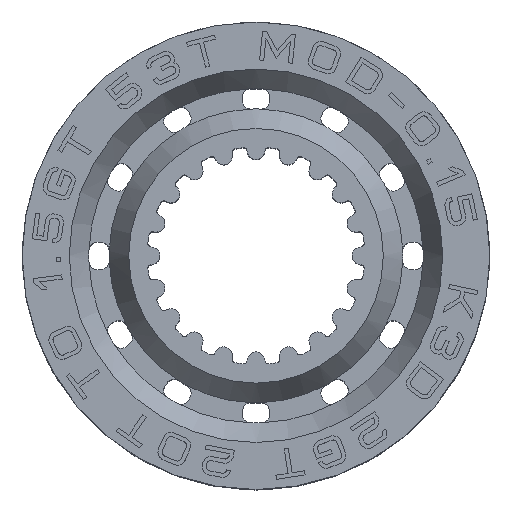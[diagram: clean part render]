
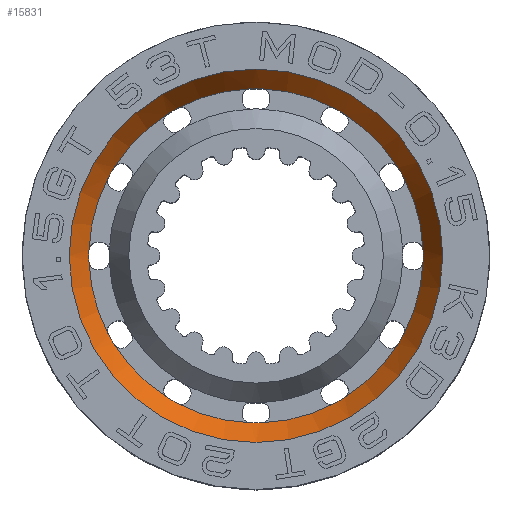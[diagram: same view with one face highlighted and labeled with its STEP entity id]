
A CAD part, top view. The second image highlights one B-rep face of the part: STEP entity #15831.
In plain terms, the highlighted conical face has half-angle 30 degrees and reference radius 11 mm.
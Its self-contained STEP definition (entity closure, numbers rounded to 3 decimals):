
#531=CONICAL_SURFACE('',#17950,11.,0.524);
#6292=ORIENTED_EDGE('',*,*,#9655,.T.);
#6293=ORIENTED_EDGE('',*,*,#7889,.T.);
#6294=ORIENTED_EDGE('',*,*,#8348,.T.);
#6295=ORIENTED_EDGE('',*,*,#7990,.T.);
#6296=ORIENTED_EDGE('',*,*,#8310,.T.);
#6297=ORIENTED_EDGE('',*,*,#7979,.T.);
#6298=ORIENTED_EDGE('',*,*,#8314,.T.);
#6299=ORIENTED_EDGE('',*,*,#7969,.T.);
#6300=ORIENTED_EDGE('',*,*,#8318,.T.);
#6301=ORIENTED_EDGE('',*,*,#7958,.T.);
#6302=ORIENTED_EDGE('',*,*,#8322,.T.);
#6303=ORIENTED_EDGE('',*,*,#7951,.T.);
#6304=ORIENTED_EDGE('',*,*,#8326,.T.);
#6305=ORIENTED_EDGE('',*,*,#7937,.T.);
#6306=ORIENTED_EDGE('',*,*,#8330,.T.);
#6307=ORIENTED_EDGE('',*,*,#7930,.T.);
#6308=ORIENTED_EDGE('',*,*,#8334,.T.);
#6309=ORIENTED_EDGE('',*,*,#7919,.T.);
#6310=ORIENTED_EDGE('',*,*,#8338,.T.);
#6311=ORIENTED_EDGE('',*,*,#7909,.T.);
#6312=ORIENTED_EDGE('',*,*,#8342,.T.);
#6313=ORIENTED_EDGE('',*,*,#7898,.T.);
#6314=ORIENTED_EDGE('',*,*,#8346,.T.);
#6315=ORIENTED_EDGE('',*,*,#8116,.T.);
#6316=ORIENTED_EDGE('',*,*,#8218,.T.);
#7889=EDGE_CURVE('',#10347,#10346,#11740,.F.);
#7898=EDGE_CURVE('',#10355,#10354,#11743,.F.);
#7909=EDGE_CURVE('',#10365,#10364,#11747,.F.);
#7919=EDGE_CURVE('',#10375,#10374,#11750,.F.);
#7930=EDGE_CURVE('',#10385,#10384,#11754,.F.);
#7937=EDGE_CURVE('',#10391,#10390,#11756,.F.);
#7951=EDGE_CURVE('',#10405,#10404,#11761,.F.);
#7958=EDGE_CURVE('',#10411,#10410,#11763,.F.);
#7969=EDGE_CURVE('',#10421,#10420,#11767,.F.);
#7979=EDGE_CURVE('',#10431,#10430,#11770,.F.);
#7990=EDGE_CURVE('',#10441,#10440,#11774,.F.);
#8116=EDGE_CURVE('',#10495,#10494,#11821,.F.);
#8218=EDGE_CURVE('',#10588,#10588,#11827,.T.);
#8310=EDGE_CURVE('',#10440,#10431,#11830,.F.);
#8314=EDGE_CURVE('',#10430,#10421,#11832,.F.);
#8318=EDGE_CURVE('',#10420,#10411,#11834,.F.);
#8322=EDGE_CURVE('',#10410,#10405,#11836,.F.);
#8326=EDGE_CURVE('',#10404,#10391,#11838,.F.);
#8330=EDGE_CURVE('',#10390,#10385,#11840,.F.);
#8334=EDGE_CURVE('',#10384,#10375,#11842,.F.);
#8338=EDGE_CURVE('',#10374,#10365,#11844,.F.);
#8342=EDGE_CURVE('',#10364,#10355,#11846,.F.);
#8346=EDGE_CURVE('',#10354,#10495,#11848,.F.);
#8348=EDGE_CURVE('',#10346,#10441,#11849,.F.);
#9655=EDGE_CURVE('',#10494,#10347,#12717,.F.);
#10346=VERTEX_POINT('',#24106);
#10347=VERTEX_POINT('',#24108);
#10354=VERTEX_POINT('',#24125);
#10355=VERTEX_POINT('',#24127);
#10364=VERTEX_POINT('',#24148);
#10365=VERTEX_POINT('',#24150);
#10374=VERTEX_POINT('',#24170);
#10375=VERTEX_POINT('',#24172);
#10384=VERTEX_POINT('',#24193);
#10385=VERTEX_POINT('',#24195);
#10390=VERTEX_POINT('',#24208);
#10391=VERTEX_POINT('',#24210);
#10404=VERTEX_POINT('',#24238);
#10405=VERTEX_POINT('',#24240);
#10410=VERTEX_POINT('',#24253);
#10411=VERTEX_POINT('',#24255);
#10420=VERTEX_POINT('',#24276);
#10421=VERTEX_POINT('',#24278);
#10430=VERTEX_POINT('',#24298);
#10431=VERTEX_POINT('',#24300);
#10440=VERTEX_POINT('',#24321);
#10441=VERTEX_POINT('',#24323);
#10494=VERTEX_POINT('',#24547);
#10495=VERTEX_POINT('',#24549);
#10588=VERTEX_POINT('',#25041);
#11740=CIRCLE('',#16280,9.845);
#11743=CIRCLE('',#16287,9.845);
#11747=CIRCLE('',#16296,9.845);
#11750=CIRCLE('',#16304,9.845);
#11754=CIRCLE('',#16313,9.845);
#11756=CIRCLE('',#16318,9.845);
#11761=CIRCLE('',#16330,9.845);
#11763=CIRCLE('',#16335,9.845);
#11767=CIRCLE('',#16344,9.845);
#11770=CIRCLE('',#16352,9.845);
#11774=CIRCLE('',#16361,9.845);
#11821=CIRCLE('',#16485,9.845);
#11827=CIRCLE('',#16501,11.);
#11830=CIRCLE('',#16505,9.845);
#11832=CIRCLE('',#16508,9.845);
#11834=CIRCLE('',#16511,9.845);
#11836=CIRCLE('',#16514,9.845);
#11838=CIRCLE('',#16517,9.845);
#11840=CIRCLE('',#16520,9.845);
#11842=CIRCLE('',#16523,9.845);
#11844=CIRCLE('',#16526,9.845);
#11846=CIRCLE('',#16529,9.845);
#11848=CIRCLE('',#16532,9.845);
#11849=CIRCLE('',#16534,9.845);
#12717=CIRCLE('',#17951,9.845);
#13391=EDGE_LOOP('',(#6292,#6293,#6294,#6295,#6296,#6297,#6298,#6299,#6300,
#6301,#6302,#6303,#6304,#6305,#6306,#6307,#6308,#6309,#6310,#6311,#6312,
#6313,#6314,#6315));
#13392=EDGE_LOOP('',(#6316));
#14372=FACE_BOUND('',#13391,.T.);
#14373=FACE_BOUND('',#13392,.T.);
#15831=ADVANCED_FACE('',(#14372,#14373),#531,.F.);
#16280=AXIS2_PLACEMENT_3D('',#24107,#18552,#18553);
#16287=AXIS2_PLACEMENT_3D('',#24126,#18570,#18571);
#16296=AXIS2_PLACEMENT_3D('',#24149,#18592,#18593);
#16304=AXIS2_PLACEMENT_3D('',#24171,#18612,#18613);
#16313=AXIS2_PLACEMENT_3D('',#24194,#18634,#18635);
#16318=AXIS2_PLACEMENT_3D('',#24209,#18648,#18649);
#16330=AXIS2_PLACEMENT_3D('',#24239,#18676,#18677);
#16335=AXIS2_PLACEMENT_3D('',#24254,#18690,#18691);
#16344=AXIS2_PLACEMENT_3D('',#24277,#18712,#18713);
#16352=AXIS2_PLACEMENT_3D('',#24299,#18732,#18733);
#16361=AXIS2_PLACEMENT_3D('',#24322,#18754,#18755);
#16485=AXIS2_PLACEMENT_3D('',#24548,#19050,#19051);
#16501=AXIS2_PLACEMENT_3D('',#25040,#19087,#19088);
#16505=AXIS2_PLACEMENT_3D('',#25543,#19097,#19098);
#16508=AXIS2_PLACEMENT_3D('',#25548,#19105,#19106);
#16511=AXIS2_PLACEMENT_3D('',#25553,#19113,#19114);
#16514=AXIS2_PLACEMENT_3D('',#25558,#19121,#19122);
#16517=AXIS2_PLACEMENT_3D('',#25563,#19129,#19130);
#16520=AXIS2_PLACEMENT_3D('',#25568,#19137,#19138);
#16523=AXIS2_PLACEMENT_3D('',#25573,#19145,#19146);
#16526=AXIS2_PLACEMENT_3D('',#25578,#19153,#19154);
#16529=AXIS2_PLACEMENT_3D('',#25583,#19161,#19162);
#16532=AXIS2_PLACEMENT_3D('',#25588,#19169,#19170);
#16534=AXIS2_PLACEMENT_3D('',#25591,#19174,#19175);
#17950=AXIS2_PLACEMENT_3D('',#28206,#22445,#22446);
#17951=AXIS2_PLACEMENT_3D('',#28207,#22447,#22448);
#18552=DIRECTION('',(0.,0.,1.));
#18553=DIRECTION('',(1.,0.,0.));
#18570=DIRECTION('',(0.,0.,1.));
#18571=DIRECTION('',(1.,0.,0.));
#18592=DIRECTION('',(0.,0.,1.));
#18593=DIRECTION('',(1.,0.,0.));
#18612=DIRECTION('',(0.,0.,1.));
#18613=DIRECTION('',(1.,0.,0.));
#18634=DIRECTION('',(0.,0.,1.));
#18635=DIRECTION('',(1.,0.,0.));
#18648=DIRECTION('',(0.,0.,1.));
#18649=DIRECTION('',(1.,0.,0.));
#18676=DIRECTION('',(0.,0.,1.));
#18677=DIRECTION('',(1.,0.,0.));
#18690=DIRECTION('',(0.,0.,1.));
#18691=DIRECTION('',(1.,0.,0.));
#18712=DIRECTION('',(0.,0.,1.));
#18713=DIRECTION('',(1.,0.,0.));
#18732=DIRECTION('',(0.,0.,1.));
#18733=DIRECTION('',(1.,0.,0.));
#18754=DIRECTION('',(0.,0.,1.));
#18755=DIRECTION('',(1.,0.,0.));
#19050=DIRECTION('',(0.,0.,1.));
#19051=DIRECTION('',(1.,0.,0.));
#19087=DIRECTION('',(0.,0.,1.));
#19088=DIRECTION('',(1.,0.,0.));
#19097=DIRECTION('',(0.,0.,1.));
#19098=DIRECTION('',(1.,0.,0.));
#19105=DIRECTION('',(0.,0.,1.));
#19106=DIRECTION('',(1.,0.,0.));
#19113=DIRECTION('',(0.,0.,1.));
#19114=DIRECTION('',(1.,0.,0.));
#19121=DIRECTION('',(0.,0.,1.));
#19122=DIRECTION('',(1.,0.,0.));
#19129=DIRECTION('',(0.,0.,1.));
#19130=DIRECTION('',(1.,0.,0.));
#19137=DIRECTION('',(0.,0.,1.));
#19138=DIRECTION('',(1.,0.,0.));
#19145=DIRECTION('',(0.,0.,1.));
#19146=DIRECTION('',(1.,0.,0.));
#19153=DIRECTION('',(0.,0.,1.));
#19154=DIRECTION('',(1.,0.,0.));
#19161=DIRECTION('',(0.,0.,1.));
#19162=DIRECTION('',(1.,0.,0.));
#19169=DIRECTION('',(0.,0.,1.));
#19170=DIRECTION('',(1.,0.,0.));
#19174=DIRECTION('',(0.,0.,1.));
#19175=DIRECTION('',(1.,0.,0.));
#22445=DIRECTION('',(0.,0.,1.));
#22446=DIRECTION('',(1.,0.,0.));
#22447=DIRECTION('',(0.,0.,1.));
#22448=DIRECTION('',(1.,0.,0.));
#24106=CARTESIAN_POINT('',(-5.207,-8.355,10.5));
#24107=CARTESIAN_POINT('',(0.,0.,10.5));
#24108=CARTESIAN_POINT('',(-4.632,-8.687,10.5));
#24125=CARTESIAN_POINT('',(4.632,-8.687,10.5));
#24126=CARTESIAN_POINT('',(0.,0.,10.5));
#24127=CARTESIAN_POINT('',(5.207,-8.355,10.5));
#24148=CARTESIAN_POINT('',(8.355,-5.207,10.5));
#24149=CARTESIAN_POINT('',(0.,0.,10.5));
#24150=CARTESIAN_POINT('',(8.687,-4.632,10.5));
#24170=CARTESIAN_POINT('',(9.84,-0.332,10.5));
#24171=CARTESIAN_POINT('',(0.,0.,10.5));
#24172=CARTESIAN_POINT('',(9.84,0.332,10.5));
#24193=CARTESIAN_POINT('',(8.687,4.632,10.5));
#24194=CARTESIAN_POINT('',(0.,0.,10.5));
#24195=CARTESIAN_POINT('',(8.355,5.207,10.5));
#24208=CARTESIAN_POINT('',(5.207,8.355,10.5));
#24209=CARTESIAN_POINT('',(0.,0.,10.5));
#24210=CARTESIAN_POINT('',(4.632,8.687,10.5));
#24238=CARTESIAN_POINT('',(0.332,9.84,10.5));
#24239=CARTESIAN_POINT('',(0.,0.,10.5));
#24240=CARTESIAN_POINT('',(-0.332,9.84,10.5));
#24253=CARTESIAN_POINT('',(-4.632,8.687,10.5));
#24254=CARTESIAN_POINT('',(0.,0.,10.5));
#24255=CARTESIAN_POINT('',(-5.207,8.355,10.5));
#24276=CARTESIAN_POINT('',(-8.355,5.207,10.5));
#24277=CARTESIAN_POINT('',(0.,0.,10.5));
#24278=CARTESIAN_POINT('',(-8.687,4.632,10.5));
#24298=CARTESIAN_POINT('',(-9.84,0.332,10.5));
#24299=CARTESIAN_POINT('',(0.,0.,10.5));
#24300=CARTESIAN_POINT('',(-9.84,-0.332,10.5));
#24321=CARTESIAN_POINT('',(-8.687,-4.632,10.5));
#24322=CARTESIAN_POINT('',(0.,0.,10.5));
#24323=CARTESIAN_POINT('',(-8.355,-5.207,10.5));
#24547=CARTESIAN_POINT('',(-0.332,-9.84,10.5));
#24548=CARTESIAN_POINT('',(0.,0.,10.5));
#24549=CARTESIAN_POINT('',(0.332,-9.84,10.5));
#25040=CARTESIAN_POINT('',(0.,0.,12.5));
#25041=CARTESIAN_POINT('',(11.,0.,12.5));
#25543=CARTESIAN_POINT('',(0.,0.,10.5));
#25548=CARTESIAN_POINT('',(0.,0.,10.5));
#25553=CARTESIAN_POINT('',(0.,0.,10.5));
#25558=CARTESIAN_POINT('',(0.,0.,10.5));
#25563=CARTESIAN_POINT('',(0.,0.,10.5));
#25568=CARTESIAN_POINT('',(0.,0.,10.5));
#25573=CARTESIAN_POINT('',(0.,0.,10.5));
#25578=CARTESIAN_POINT('',(0.,0.,10.5));
#25583=CARTESIAN_POINT('',(0.,0.,10.5));
#25588=CARTESIAN_POINT('',(0.,0.,10.5));
#25591=CARTESIAN_POINT('',(0.,0.,10.5));
#28206=CARTESIAN_POINT('',(0.,0.,12.5));
#28207=CARTESIAN_POINT('',(0.,0.,10.5));
